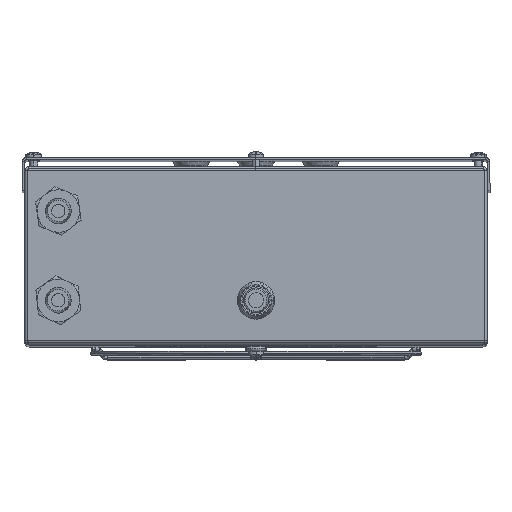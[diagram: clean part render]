
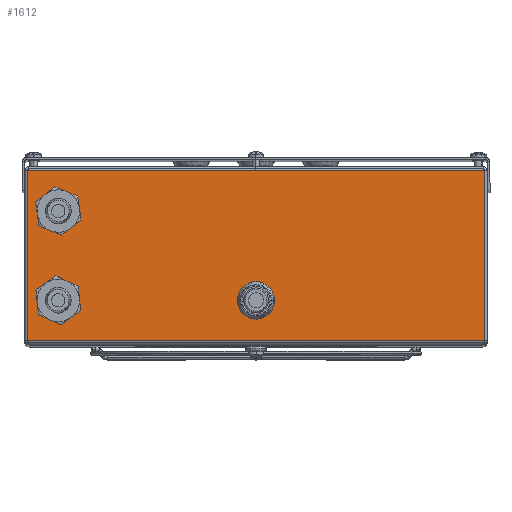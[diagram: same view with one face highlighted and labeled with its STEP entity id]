
A CAD part, top view. The second image highlights one B-rep face of the part: STEP entity #1612.
In plain terms, the highlighted planar face has unit normal (0, 0, 1).
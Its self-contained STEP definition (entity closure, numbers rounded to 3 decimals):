
#343 = CARTESIAN_POINT ( 'NONE',  ( -88.5, 60., 255. ) ) ;
#535 = AXIS2_PLACEMENT_3D ( 'NONE', #33545, #17699, #28353 ) ;
#692 = EDGE_LOOP ( 'NONE', ( #13313, #30317 ) ) ;
#1612 = ADVANCED_FACE ( 'NONE', ( #30879, #3119, #6556, #27067 ), #15477, .F. ) ;
#1988 = CARTESIAN_POINT ( 'NONE',  ( 102.429, 78., 255. ) ) ;
#2850 = CARTESIAN_POINT ( 'NONE',  ( -102.429, 2., 255. ) ) ;
#2906 = ORIENTED_EDGE ( 'NONE', *, *, #28780, .F. ) ;
#3005 = EDGE_CURVE ( 'NONE', #28996, #33728, #27130, .T. ) ;
#3119 = FACE_BOUND ( 'NONE', #16797, .T. ) ;
#3198 = EDGE_CURVE ( 'NONE', #11743, #14596, #22872, .T. ) ;
#3782 = ORIENTED_EDGE ( 'NONE', *, *, #3198, .T. ) ;
#3840 = AXIS2_PLACEMENT_3D ( 'NONE', #343, #5432, #8375 ) ;
#3906 = EDGE_CURVE ( 'NONE', #23534, #29336, #32351, .T. ) ;
#5432 = DIRECTION ( 'NONE',  ( 0., 0., 1. ) ) ;
#5968 = EDGE_CURVE ( 'NONE', #29336, #23534, #15985, .T. ) ;
#6405 = CARTESIAN_POINT ( 'NONE',  ( 102.429, 78., 255. ) ) ;
#6556 = FACE_BOUND ( 'NONE', #30586, .T. ) ;
#7041 = DIRECTION ( 'NONE',  ( -1., 0., 0. ) ) ;
#7135 = CARTESIAN_POINT ( 'NONE',  ( 0., 20., 255. ) ) ;
#7322 = CARTESIAN_POINT ( 'NONE',  ( 102.429, 2., 255. ) ) ;
#7918 = CARTESIAN_POINT ( 'NONE',  ( -88.5, 60., 255. ) ) ;
#8233 = AXIS2_PLACEMENT_3D ( 'NONE', #31176, #34279, #23591 ) ;
#8375 = DIRECTION ( 'NONE',  ( 1., 0., 0. ) ) ;
#8650 = AXIS2_PLACEMENT_3D ( 'NONE', #26435, #32040, #18694 ) ;
#9044 = CARTESIAN_POINT ( 'NONE',  ( -81.5, 20., 255. ) ) ;
#9047 = VERTEX_POINT ( 'NONE', #9044 ) ;
#9101 = EDGE_CURVE ( 'NONE', #33728, #28996, #24926, .T. ) ;
#9321 = CARTESIAN_POINT ( 'NONE',  ( -102.429, 78., 255. ) ) ;
#9844 = DIRECTION ( 'NONE',  ( 0., 0., -1. ) ) ;
#9917 = EDGE_CURVE ( 'NONE', #14596, #14829, #16990, .T. ) ;
#9968 = EDGE_CURVE ( 'NONE', #11743, #10865, #26948, .T. ) ;
#10460 = DIRECTION ( 'NONE',  ( -1., 0., 0. ) ) ;
#10671 = VECTOR ( 'NONE', #12830, 1000. ) ;
#10865 = VERTEX_POINT ( 'NONE', #2850 ) ;
#11553 = CARTESIAN_POINT ( 'NONE',  ( 8.375, 20., 255. ) ) ;
#11743 = VERTEX_POINT ( 'NONE', #7322 ) ;
#12724 = CIRCLE ( 'NONE', #535, 7. ) ;
#12830 = DIRECTION ( 'NONE',  ( -1., 0., 0. ) ) ;
#12842 = CARTESIAN_POINT ( 'NONE',  ( -102.429, 1., 255. ) ) ;
#13313 = ORIENTED_EDGE ( 'NONE', *, *, #3005, .T. ) ;
#13560 = CIRCLE ( 'NONE', #8650, 7. ) ;
#14036 = EDGE_LOOP ( 'NONE', ( #21581, #19098, #18285, #3782 ) ) ;
#14292 = CARTESIAN_POINT ( 'NONE',  ( -81.5, 60., 255. ) ) ;
#14512 = AXIS2_PLACEMENT_3D ( 'NONE', #25093, #27763, #7041 ) ;
#14596 = VERTEX_POINT ( 'NONE', #6405 ) ;
#14711 = ORIENTED_EDGE ( 'NONE', *, *, #5968, .F. ) ;
#14829 = VERTEX_POINT ( 'NONE', #9321 ) ;
#15232 = DIRECTION ( 'NONE',  ( -1., 0., 0. ) ) ;
#15477 = PLANE ( 'NONE',  #8233 ) ;
#15985 = CIRCLE ( 'NONE', #3840, 7. ) ;
#16011 = DIRECTION ( 'NONE',  ( 1., 0., 0. ) ) ;
#16225 = CARTESIAN_POINT ( 'NONE',  ( -103.5, 2., 255. ) ) ;
#16797 = EDGE_LOOP ( 'NONE', ( #20095, #2906 ) ) ;
#16990 = LINE ( 'NONE', #1988, #10671 ) ;
#17211 = EDGE_CURVE ( 'NONE', #10865, #14829, #30267, .T. ) ;
#17699 = DIRECTION ( 'NONE',  ( 0., 0., 1. ) ) ;
#18285 = ORIENTED_EDGE ( 'NONE', *, *, #9968, .F. ) ;
#18694 = DIRECTION ( 'NONE',  ( 1., 0., 0. ) ) ;
#18877 = AXIS2_PLACEMENT_3D ( 'NONE', #7918, #26656, #16011 ) ;
#19098 = ORIENTED_EDGE ( 'NONE', *, *, #17211, .F. ) ;
#19484 = ORIENTED_EDGE ( 'NONE', *, *, #3906, .F. ) ;
#19747 = CARTESIAN_POINT ( 'NONE',  ( -8.375, 20., 255. ) ) ;
#20095 = ORIENTED_EDGE ( 'NONE', *, *, #29465, .F. ) ;
#21581 = ORIENTED_EDGE ( 'NONE', *, *, #9917, .T. ) ;
#21623 = CARTESIAN_POINT ( 'NONE',  ( 102.429, 80., 255. ) ) ;
#21988 = VECTOR ( 'NONE', #24374, 1000. ) ;
#22872 = LINE ( 'NONE', #21623, #21988 ) ;
#23534 = VERTEX_POINT ( 'NONE', #24098 ) ;
#23591 = DIRECTION ( 'NONE',  ( -1., 0., 0. ) ) ;
#24098 = CARTESIAN_POINT ( 'NONE',  ( -95.5, 60., 255. ) ) ;
#24374 = DIRECTION ( 'NONE',  ( 0., 1., 0. ) ) ;
#24926 = CIRCLE ( 'NONE', #14512, 8.375 ) ;
#25093 = CARTESIAN_POINT ( 'NONE',  ( 0., 20., 255. ) ) ;
#26435 = CARTESIAN_POINT ( 'NONE',  ( -88.5, 20., 255. ) ) ;
#26656 = DIRECTION ( 'NONE',  ( 0., 0., 1. ) ) ;
#26948 = LINE ( 'NONE', #16225, #29508 ) ;
#27067 = FACE_OUTER_BOUND ( 'NONE', #14036, .T. ) ;
#27130 = CIRCLE ( 'NONE', #28052, 8.375 ) ;
#27763 = DIRECTION ( 'NONE',  ( 0., 0., -1. ) ) ;
#28052 = AXIS2_PLACEMENT_3D ( 'NONE', #7135, #9844, #15232 ) ;
#28353 = DIRECTION ( 'NONE',  ( 1., 0., 0. ) ) ;
#28780 = EDGE_CURVE ( 'NONE', #33792, #9047, #13560, .T. ) ;
#28996 = VERTEX_POINT ( 'NONE', #11553 ) ;
#29336 = VERTEX_POINT ( 'NONE', #14292 ) ;
#29465 = EDGE_CURVE ( 'NONE', #9047, #33792, #12724, .T. ) ;
#29508 = VECTOR ( 'NONE', #10460, 1000. ) ;
#30267 = LINE ( 'NONE', #12842, #30676 ) ;
#30317 = ORIENTED_EDGE ( 'NONE', *, *, #9101, .T. ) ;
#30536 = CARTESIAN_POINT ( 'NONE',  ( -95.5, 20., 255. ) ) ;
#30586 = EDGE_LOOP ( 'NONE', ( #14711, #19484 ) ) ;
#30676 = VECTOR ( 'NONE', #31571, 1000. ) ;
#30879 = FACE_BOUND ( 'NONE', #692, .T. ) ;
#31176 = CARTESIAN_POINT ( 'NONE',  ( -103.5, 80., 255. ) ) ;
#31571 = DIRECTION ( 'NONE',  ( 0., 1., 0. ) ) ;
#32040 = DIRECTION ( 'NONE',  ( 0., 0., 1. ) ) ;
#32351 = CIRCLE ( 'NONE', #18877, 7. ) ;
#33545 = CARTESIAN_POINT ( 'NONE',  ( -88.5, 20., 255. ) ) ;
#33728 = VERTEX_POINT ( 'NONE', #19747 ) ;
#33792 = VERTEX_POINT ( 'NONE', #30536 ) ;
#34279 = DIRECTION ( 'NONE',  ( 0., 0., -1. ) ) ;
